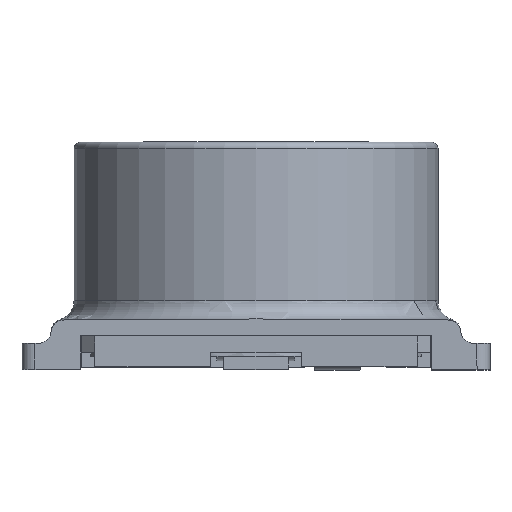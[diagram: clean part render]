
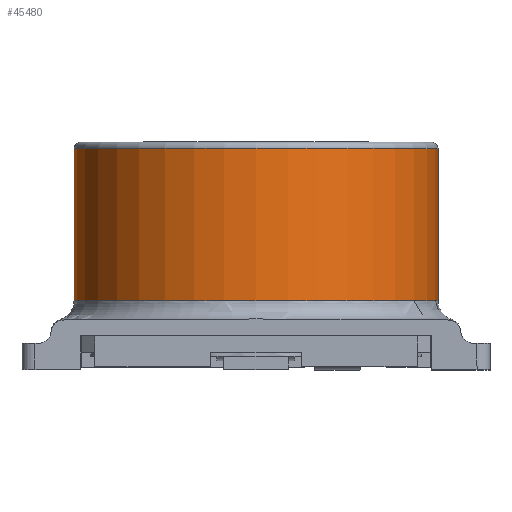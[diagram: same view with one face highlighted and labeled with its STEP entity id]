
A CAD part, top view. The second image highlights one B-rep face of the part: STEP entity #45480.
In plain terms, the highlighted cylindrical face has radius 1.4 mm (diameter 2.8 mm), a partial arc.
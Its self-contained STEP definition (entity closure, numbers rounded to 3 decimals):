
#43500=CARTESIAN_POINT('',(-4.649,0.53,43.253));
#43510=VERTEX_POINT('',#43500);
#43560=CARTESIAN_POINT('',(-3.249,0.53,
43.253));
#43570=DIRECTION('',(0.,-1.,0.));
#43580=DIRECTION('',(-1.,0.,0.));
#43590=AXIS2_PLACEMENT_3D('',#43560,#43570,#43580);
#43600=CIRCLE('',#43590,1.4);
#43610=CARTESIAN_POINT('',(-1.849,0.53,
43.253));
#43620=VERTEX_POINT('',#43610);
#43630=EDGE_CURVE('',#43620,#43510,#43600,.T.);
#45170=CARTESIAN_POINT('',(-3.249,0.499,43.253)
);
#45180=DIRECTION('',(0.,1.,0.));
#45190=DIRECTION('',(1.,0.,0.));
#45200=AXIS2_PLACEMENT_3D('',#45170,#45180,#45190);
#45210=CYLINDRICAL_SURFACE('',#45200,1.4);
#45220=CARTESIAN_POINT('',(-1.849,0.499,43.253)
);
#45230=DIRECTION('',(0.,1.,0.));
#45240=VECTOR('',#45230,1.);
#45250=LINE('',#45220,#45240);
#45260=CARTESIAN_POINT('',(-1.849,1.7,
43.253));
#45270=VERTEX_POINT('',#45260);
#45280=EDGE_CURVE('',#43620,#45270,#45250,.T.);
#45290=ORIENTED_EDGE('',*,*,#45280,.T.);
#45300=ORIENTED_EDGE('',*,*,#43630,.F.);
#45310=CARTESIAN_POINT('',(-4.649,0.499,43.253)
);
#45320=DIRECTION('',(0.,1.,0.));
#45330=VECTOR('',#45320,1.);
#45340=LINE('',#45310,#45330);
#45350=CARTESIAN_POINT('',(-4.649,1.7,
43.253));
#45360=VERTEX_POINT('',#45350);
#45370=EDGE_CURVE('',#43510,#45360,#45340,.T.);
#45380=ORIENTED_EDGE('',*,*,#45370,.F.);
#45390=CARTESIAN_POINT('',(-3.249,1.7,
43.253));
#45400=DIRECTION('',(0.,1.,0.));
#45410=DIRECTION('',(-1.,0.,0.));
#45420=AXIS2_PLACEMENT_3D('',#45390,#45400,#45410);
#45430=CIRCLE('',#45420,1.4);
#45440=EDGE_CURVE('',#45360,#45270,#45430,.T.);
#45450=ORIENTED_EDGE('',*,*,#45440,.F.);
#45460=EDGE_LOOP('',(#45450,#45380,#45300,#45290));
#45470=FACE_OUTER_BOUND('',#45460,.T.);
#45480=ADVANCED_FACE('',(#45470),#45210,.T.);
